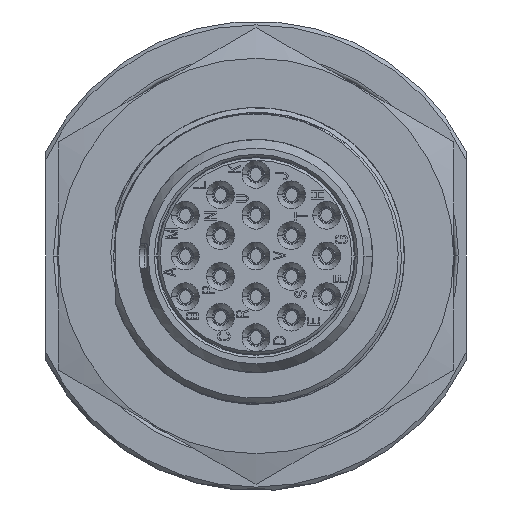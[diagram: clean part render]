
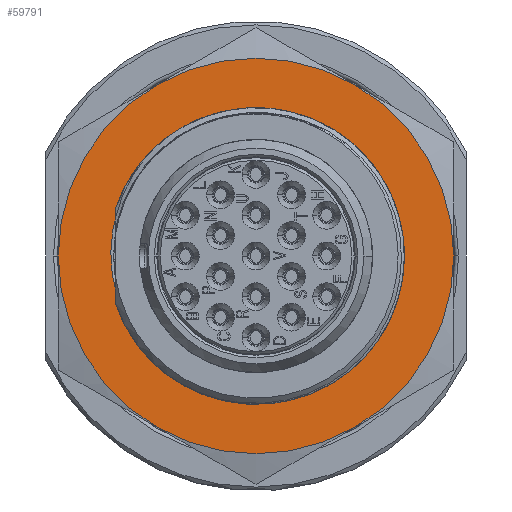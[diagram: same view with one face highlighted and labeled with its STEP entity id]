
A CAD part, left-side view. The second image highlights one B-rep face of the part: STEP entity #59791.
In plain terms, the highlighted planar face has unit normal (-1, 0, 0).
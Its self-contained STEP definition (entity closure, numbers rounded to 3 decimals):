
#685=CARTESIAN_POINT('',(17.5,-5.426,10.617));
#686=CARTESIAN_POINT('',(17.5,-5.76,10.456));
#687=CARTESIAN_POINT('',(17.5,-6.408,10.105));
#688=CARTESIAN_POINT('',(17.5,-7.332,9.489));
#689=CARTESIAN_POINT('',(17.5,-7.909,9.021));
#690=CARTESIAN_POINT('',(17.5,-8.187,8.773));
#909=CARTESIAN_POINT('',(17.5,-8.187,-8.773));
#910=CARTESIAN_POINT('',(17.5,-7.901,-9.029));
#911=CARTESIAN_POINT('',(17.5,-7.306,-9.509));
#912=CARTESIAN_POINT('',(17.5,-6.346,-10.144));
#913=CARTESIAN_POINT('',(17.5,-5.335,-10.681));
#914=CARTESIAN_POINT('',(17.5,-4.277,-11.118));
#915=CARTESIAN_POINT('',(17.5,-3.182,-11.452));
#916=CARTESIAN_POINT('',(17.5,-2.067,-11.678));
#917=CARTESIAN_POINT('',(17.5,-0.931,-11.796));
#918=CARTESIAN_POINT('',(17.5,0.203,-11.805));
#919=CARTESIAN_POINT('',(17.5,1.335,-11.704));
#920=CARTESIAN_POINT('',(17.5,2.45,-11.495));
#921=CARTESIAN_POINT('',(17.5,3.534,-11.182));
#922=CARTESIAN_POINT('',(17.5,4.586,-10.764));
#923=CARTESIAN_POINT('',(17.5,5.586,-10.25));
#924=CARTESIAN_POINT('',(17.5,6.535,-9.641));
#925=CARTESIAN_POINT('',(17.5,7.122,-9.178));
#926=CARTESIAN_POINT('',(17.5,7.405,-8.932));
#952=CARTESIAN_POINT('',(17.5,0.,0.));
#953=DIRECTION('',(1.,0.,0.));
#954=DIRECTION('',(0.,-0.5,0.866));
#955=AXIS2_PLACEMENT_3D('',#952,#953,#954);
#957=CARTESIAN_POINT('',(17.5,0.,0.));
#958=DIRECTION('',(1.,0.,0.));
#959=DIRECTION('',(0.,-1.,0.));
#960=AXIS2_PLACEMENT_3D('',#957,#958,#959);
#962=CARTESIAN_POINT('',(17.5,0.,0.));
#963=DIRECTION('',(1.,0.,0.));
#964=DIRECTION('',(0.,0.5,-0.866));
#965=AXIS2_PLACEMENT_3D('',#962,#963,#964);
#967=CARTESIAN_POINT('',(17.5,0.,0.));
#968=DIRECTION('',(1.,0.,0.));
#969=DIRECTION('',(0.,1.,0.));
#970=AXIS2_PLACEMENT_3D('',#967,#968,#969);
#972=CARTESIAN_POINT('',(17.5,0.,12.));
#973=CARTESIAN_POINT('',(17.5,-0.379,11.995));
#974=CARTESIAN_POINT('',(17.5,-1.132,11.949));
#975=CARTESIAN_POINT('',(17.5,-2.252,11.774));
#976=CARTESIAN_POINT('',(17.5,-3.348,11.494));
#977=CARTESIAN_POINT('',(17.5,-4.413,11.112));
#978=CARTESIAN_POINT('',(17.5,-5.093,10.793));
#979=CARTESIAN_POINT('',(17.5,-5.426,10.617));
#981=CARTESIAN_POINT('',(17.5,7.405,-8.932));
#982=CARTESIAN_POINT('',(17.5,7.714,-8.682));
#983=CARTESIAN_POINT('',(17.5,8.305,-8.154));
#984=CARTESIAN_POINT('',(17.5,9.109,-7.272));
#985=CARTESIAN_POINT('',(17.5,9.818,-6.312));
#986=CARTESIAN_POINT('',(17.5,10.427,-5.283));
#987=CARTESIAN_POINT('',(17.5,10.928,-4.196));
#988=CARTESIAN_POINT('',(17.5,11.315,-3.063));
#989=CARTESIAN_POINT('',(17.5,11.585,-1.895));
#990=CARTESIAN_POINT('',(17.5,11.735,-0.703));
#991=CARTESIAN_POINT('',(17.5,11.762,0.498));
#992=CARTESIAN_POINT('',(17.5,11.666,1.697));
#993=CARTESIAN_POINT('',(17.5,11.448,2.881));
#994=CARTESIAN_POINT('',(17.5,11.111,4.039));
#995=CARTESIAN_POINT('',(17.5,10.657,5.156));
#996=CARTESIAN_POINT('',(17.5,10.09,6.224));
#997=CARTESIAN_POINT('',(17.5,9.417,7.229));
#998=CARTESIAN_POINT('',(17.5,8.645,8.16));
#999=CARTESIAN_POINT('',(17.5,7.781,9.01));
#1000=CARTESIAN_POINT('',(17.5,6.834,9.768));
#1001=CARTESIAN_POINT('',(17.5,5.814,10.427));
#1002=CARTESIAN_POINT('',(17.5,4.731,10.979));
#1003=CARTESIAN_POINT('',(17.5,3.596,11.418));
#1004=CARTESIAN_POINT('',(17.5,2.421,11.741));
#1005=CARTESIAN_POINT('',(17.5,1.218,11.942));
#1006=CARTESIAN_POINT('',(17.5,0.408,11.994));
#1007=CARTESIAN_POINT('',(17.5,0.,12.));
#1009=CARTESIAN_POINT('',(17.5,0.,0.));
#1010=DIRECTION('',(-1.,0.,0.));
#1011=DIRECTION('',(0.,-0.5,0.866));
#1012=AXIS2_PLACEMENT_3D('',#1009,#1010,#1011);
#2023=CARTESIAN_POINT('',(17.5,0.,0.));
#2024=DIRECTION('',(-1.,0.,0.));
#2025=DIRECTION('',(0.,0.5,-0.866));
#2026=AXIS2_PLACEMENT_3D('',#2023,#2024,#2025);
#2028=CARTESIAN_POINT('',(17.5,0.,0.));
#2029=DIRECTION('',(1.,0.,0.));
#2030=DIRECTION('',(0.,-0.682,0.731));
#2031=AXIS2_PLACEMENT_3D('',#2028,#2029,#2030);
#49184=CARTESIAN_POINT('',(17.5,-8.,13.856));
#49185=CARTESIAN_POINT('',(17.5,-16.,0.));
#49186=VERTEX_POINT('',#49184);
#49187=VERTEX_POINT('',#49185);
#49188=CARTESIAN_POINT('',(17.5,-8.,-13.856));
#49189=VERTEX_POINT('',#49188);
#49190=CARTESIAN_POINT('',(17.5,8.,-13.856));
#49191=CARTESIAN_POINT('',(17.5,16.,0.));
#49192=VERTEX_POINT('',#49190);
#49193=VERTEX_POINT('',#49191);
#49194=CARTESIAN_POINT('',(17.5,8.,13.856));
#49195=VERTEX_POINT('',#49194);
#49208=CARTESIAN_POINT('',(17.5,-8.187,8.773));
#49209=CARTESIAN_POINT('',(17.5,-8.187,-8.773));
#49210=VERTEX_POINT('',#49208);
#49211=VERTEX_POINT('',#49209);
#49219=VERTEX_POINT('',#685);
#49220=VERTEX_POINT('',#926);
#49228=VERTEX_POINT('',#1007);
#59764=CARTESIAN_POINT('',(17.5,0.,0.));
#59765=DIRECTION('',(1.,0.,0.));
#59766=DIRECTION('',(0.,0.,-1.));
#59767=AXIS2_PLACEMENT_3D('',#59764,#59765,#59766);
#59768=PLANE('401',#59767);
#59770=ORIENTED_EDGE('4303',*,*,#59769,.F.);
#59772=ORIENTED_EDGE('4268',*,*,#59771,.T.);
#59774=ORIENTED_EDGE('4269',*,*,#59773,.T.);
#59776=ORIENTED_EDGE('4302',*,*,#59775,.F.);
#59778=ORIENTED_EDGE('4270',*,*,#59777,.T.);
#59780=ORIENTED_EDGE('4271',*,*,#59779,.T.);
#59781=EDGE_LOOP('401',(#59770,#59772,#59774,#59776,#59778,#59780));
#59782=FACE_OUTER_BOUND('401',#59781,.F.);
#59784=ORIENTED_EDGE('4306',*,*,#59783,.F.);
#59785=ORIENTED_EDGE('4319',*,*,#59330,.F.);
#59786=ORIENTED_EDGE('4369',*,*,#59504,.F.);
#59787=ORIENTED_EDGE('4368',*,*,#59577,.F.);
#59788=ORIENTED_EDGE('4321',*,*,#59752,.F.);
#59789=EDGE_LOOP('401',(#59784,#59785,#59786,#59787,#59788));
#59790=FACE_BOUND('401',#59789,.F.);
#691=B_SPLINE_CURVE_WITH_KNOTS('4319',3,(#685,#686,#687,#688,#689,#690),
.UNSPECIFIED.,.F.,.F.,(4,1,1,4),(0.,0.333,0.667,1.),
.UNSPECIFIED.);
#927=B_SPLINE_CURVE_WITH_KNOTS('4321',3,(#909,#910,#911,#912,#913,#914,#915,
#916,#917,#918,#919,#920,#921,#922,#923,#924,#925,#926),.UNSPECIFIED.,.F.,.F.,
(4,1,1,1,1,1,1,1,1,1,1,1,1,1,1,4),(0.,0.067,0.133,
0.2,0.267,0.333,0.4,0.467,
0.533,0.6,0.667,0.733,0.8,
0.867,0.933,1.),.UNSPECIFIED.);
#956=CIRCLE('4268',#955,16.);
#961=CIRCLE('4269',#960,16.);
#966=CIRCLE('4270',#965,16.);
#971=CIRCLE('4271',#970,16.);
#980=B_SPLINE_CURVE_WITH_KNOTS('4369',3,(#972,#973,#974,#975,#976,#977,#978,
#979),.UNSPECIFIED.,.F.,.F.,(4,1,1,1,1,4),(0.,0.2,0.4,0.6,0.8,1.),
.UNSPECIFIED.);
#1008=B_SPLINE_CURVE_WITH_KNOTS('4368',3,(#981,#982,#983,#984,#985,#986,#987,
#988,#989,#990,#991,#992,#993,#994,#995,#996,#997,#998,#999,#1000,#1001,#1002,
#1003,#1004,#1005,#1006,#1007),.UNSPECIFIED.,.F.,.F.,(4,1,1,1,1,1,1,1,1,1,1,1,1,
1,1,1,1,1,1,1,1,1,1,1,4),(0.,0.042,0.083,0.125,
0.167,0.208,0.25,0.292,0.333,
0.375,0.417,0.458,0.5,0.542,
0.583,0.625,0.667,0.708,0.75,
0.792,0.833,0.875,0.917,0.958,
1.),.UNSPECIFIED.);
#1013=CIRCLE('4303',#1012,16.);
#2027=CIRCLE('4302',#2026,16.);
#2032=CIRCLE('4306',#2031,12.);
#59330=EDGE_CURVE('4319',#49219,#49210,#691,.T.);
#59504=EDGE_CURVE('4369',#49228,#49219,#980,.T.);
#59577=EDGE_CURVE('4368',#49220,#49228,#1008,.T.);
#59752=EDGE_CURVE('4321',#49211,#49220,#927,.T.);
#59769=EDGE_CURVE('4303',#49186,#49195,#1013,.T.);
#59771=EDGE_CURVE('4268',#49186,#49187,#956,.T.);
#59773=EDGE_CURVE('4269',#49187,#49189,#961,.T.);
#59775=EDGE_CURVE('4302',#49192,#49189,#2027,.T.);
#59777=EDGE_CURVE('4270',#49192,#49193,#966,.T.);
#59779=EDGE_CURVE('4271',#49193,#49195,#971,.T.);
#59783=EDGE_CURVE('4306',#49210,#49211,#2032,.T.);
#59791=ADVANCED_FACE('401',(#59782,#59790),#59768,.F.);
